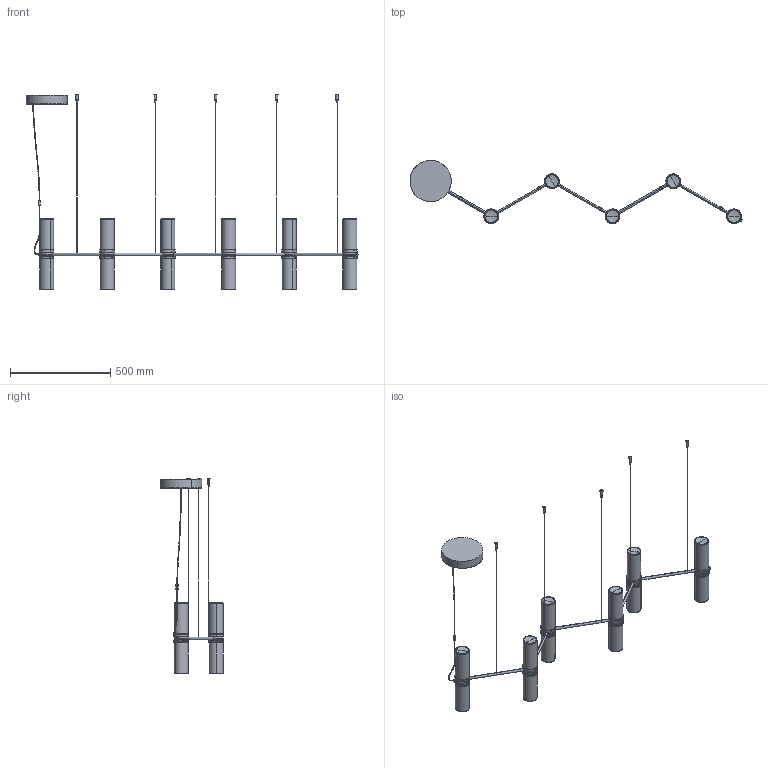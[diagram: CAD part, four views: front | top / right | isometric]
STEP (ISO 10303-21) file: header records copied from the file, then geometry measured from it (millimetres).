
FILE_DESCRIPTION(/* description */ (''),/* implementation_level */ '2;1');
FILE_NAME(/* name */ 'Zephyr_5 cavi',/* time_stamp */ '2025-06-06T12:39:40+02:00',/* author */ (''),/* organization */ (''),/* preprocessor_version */ 'ST-DEVELOPER v16.5',/* originating_system */ 'Rhino 7.37',/* authorisation */ '');
FILE_SCHEMA (('AUTOMOTIVE_DESIGN'));
Length unit declared in the file: millimetre
Products named in the file (5): Document; Blocco 03; Blocco 02; Blocco 01; wireframe_rep_0
Assembly tree (6 placements, depth 2):
  Document
    Blocco 03
    Blocco 02  x3
    Blocco 01
    wireframe_rep_0
Bounding box: 1658.13 x 314.58 x 977.3 mm (x, y, z)
Volume: 2765816.8 mm3; surface area: 1219960.6 mm2
Topology: 19 solids, 64 shells, 435 faces, 954 edges, 543 vertices
Faces by surface type: bspline 208, cylinder 150, plane 77
Entity records: 15661 total; most frequent: CARTESIAN_POINT 9461, ORIENTED_EDGE 1667, EDGE_CURVE 888, VERTEX_POINT 527, EDGE_LOOP 434, ADVANCED_FACE 427, FACE_OUTER_BOUND 427, B_SPLINE_CURVE_WITH_KNOTS 335
